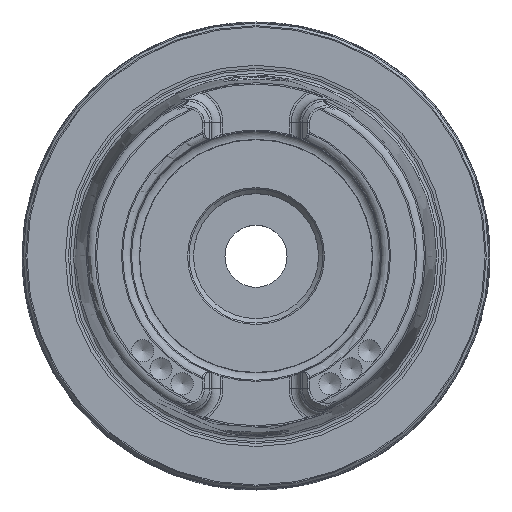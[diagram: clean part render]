
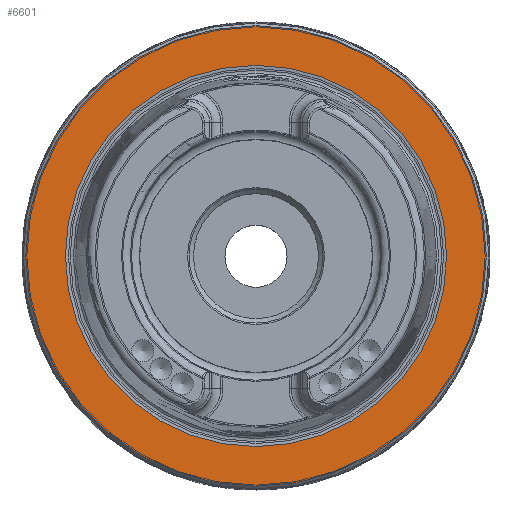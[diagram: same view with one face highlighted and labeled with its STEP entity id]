
A CAD part, top view. The second image highlights one B-rep face of the part: STEP entity #6601.
In plain terms, the highlighted planar face has unit normal (0, 0, 1).
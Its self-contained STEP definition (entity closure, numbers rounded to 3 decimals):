
#718=PLANE('',#7120);
#1594=ORIENTED_EDGE('',*,*,#2442,.T.);
#1595=ORIENTED_EDGE('',*,*,#2441,.F.);
#2441=EDGE_CURVE('',#2931,#2931,#3205,.T.);
#2442=EDGE_CURVE('',#2932,#2932,#3206,.T.);
#2931=VERTEX_POINT('',#10481);
#2932=VERTEX_POINT('',#10484);
#3205=CIRCLE('',#7119,25.782);
#3206=CIRCLE('',#7121,31.15);
#3564=EDGE_LOOP('',(#1594));
#3565=EDGE_LOOP('',(#1595));
#4026=FACE_BOUND('',#3564,.T.);
#4027=FACE_BOUND('',#3565,.T.);
#6601=ADVANCED_FACE('',(#4026,#4027),#718,.T.);
#7119=AXIS2_PLACEMENT_3D('',#10480,#8237,#8238);
#7120=AXIS2_PLACEMENT_3D('',#10482,#8239,#8240);
#7121=AXIS2_PLACEMENT_3D('',#10483,#8241,#8242);
#8237=DIRECTION('',(0.,0.,1.));
#8238=DIRECTION('',(1.,0.,0.));
#8239=DIRECTION('',(0.,0.,1.));
#8240=DIRECTION('',(1.,0.,0.));
#8241=DIRECTION('',(0.,0.,1.));
#8242=DIRECTION('',(1.,0.,0.));
#10480=CARTESIAN_POINT('',(0.,0.,0.2));
#10481=CARTESIAN_POINT('',(25.782,0.,0.2));
#10482=CARTESIAN_POINT('',(25.782,0.,0.2));
#10483=CARTESIAN_POINT('',(0.,0.,0.2));
#10484=CARTESIAN_POINT('',(31.15,0.,0.2));
